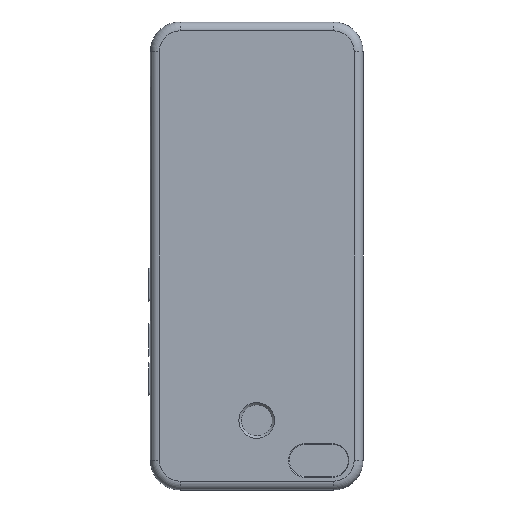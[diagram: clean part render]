
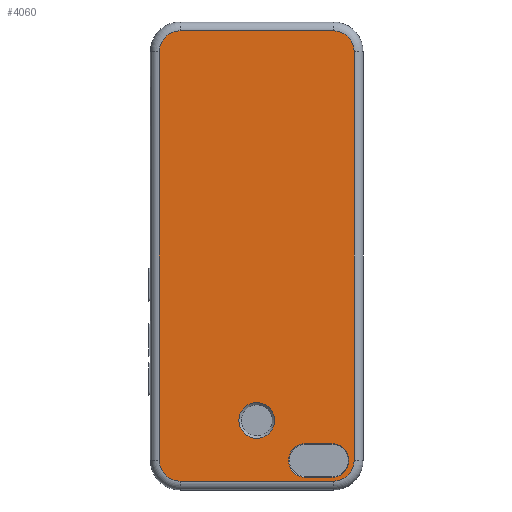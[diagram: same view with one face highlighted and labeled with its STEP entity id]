
A CAD part, front view. The second image highlights one B-rep face of the part: STEP entity #4060.
In plain terms, the highlighted planar face has unit normal (0, -1, 0).
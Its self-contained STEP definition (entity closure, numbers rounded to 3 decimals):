
#87 = VECTOR ( 'NONE', #232, 1000. ) ;
#109 = DIRECTION ( 'NONE',  ( 0., 0., -1. ) ) ;
#114 = DIRECTION ( 'NONE',  ( -1., 0., 0. ) ) ;
#144 = AXIS2_PLACEMENT_3D ( 'NONE', #3317, #362, #2468 ) ;
#154 = DIRECTION ( 'NONE',  ( 0., 1., 0. ) ) ;
#206 = CARTESIAN_POINT ( 'NONE',  ( 25.9, 0., 69. ) ) ;
#208 = CARTESIAN_POINT ( 'NONE',  ( -32.9, 0., 69. ) ) ;
#232 = DIRECTION ( 'NONE',  ( 1., 0., 0. ) ) ;
#233 = EDGE_CURVE ( 'NONE', #1961, #1507, #2805, .T. ) ;
#240 = VERTEX_POINT ( 'NONE', #3163 ) ;
#323 = AXIS2_PLACEMENT_3D ( 'NONE', #813, #154, #1825 ) ;
#357 = FACE_OUTER_BOUND ( 'NONE', #1527, .T. ) ;
#361 = ORIENTED_EDGE ( 'NONE', *, *, #3869, .T. ) ;
#362 = DIRECTION ( 'NONE',  ( 0., -1., 0. ) ) ;
#367 = DIRECTION ( 'NONE',  ( 0., -1., 0. ) ) ;
#383 = VECTOR ( 'NONE', #4178, 1000. ) ;
#388 = DIRECTION ( 'NONE',  ( 0., 0., -1. ) ) ;
#408 = DIRECTION ( 'NONE',  ( 1., 0., 0. ) ) ;
#418 = VECTOR ( 'NONE', #3122, 1000. ) ;
#647 = CARTESIAN_POINT ( 'NONE',  ( 0., 0., 0. ) ) ;
#679 = LINE ( 'NONE', #2050, #2412 ) ;
#739 = ORIENTED_EDGE ( 'NONE', *, *, #1064, .T. ) ;
#740 = CIRCLE ( 'NONE', #3840, 5.7 ) ;
#763 = LINE ( 'NONE', #3414, #418 ) ;
#765 = AXIS2_PLACEMENT_3D ( 'NONE', #3671, #3030, #3295 ) ;
#788 = CARTESIAN_POINT ( 'NONE',  ( -25.9, 0., 76. ) ) ;
#813 = CARTESIAN_POINT ( 'NONE',  ( 25.4, 0., -69. ) ) ;
#908 = CIRCLE ( 'NONE', #765, 7. ) ;
#1018 = DIRECTION ( 'NONE',  ( 0., 0., -1. ) ) ;
#1064 = EDGE_CURVE ( 'NONE', #2143, #3831, #908, .T. ) ;
#1079 = CARTESIAN_POINT ( 'NONE',  ( 32.9, 0., 69. ) ) ;
#1094 = DIRECTION ( 'NONE',  ( 0., 1., 0. ) ) ;
#1123 = CIRCLE ( 'NONE', #2470, 6.05 ) ;
#1139 = CARTESIAN_POINT ( 'NONE',  ( -32.9, 0., -69. ) ) ;
#1238 = VERTEX_POINT ( 'NONE', #4133 ) ;
#1244 = ORIENTED_EDGE ( 'NONE', *, *, #1296, .T. ) ;
#1284 = FACE_BOUND ( 'NONE', #1539, .T. ) ;
#1291 = DIRECTION ( 'NONE',  ( 0., 0., -1. ) ) ;
#1296 = EDGE_CURVE ( 'NONE', #1718, #2635, #740, .T. ) ;
#1306 = AXIS2_PLACEMENT_3D ( 'NONE', #2009, #367, #388 ) ;
#1319 = CARTESIAN_POINT ( 'NONE',  ( 25.9, 0., -76. ) ) ;
#1457 = CIRCLE ( 'NONE', #3556, 6.05 ) ;
#1489 = LINE ( 'NONE', #2872, #383 ) ;
#1505 = DIRECTION ( 'NONE',  ( 0., 0., 1. ) ) ;
#1507 = VERTEX_POINT ( 'NONE', #1079 ) ;
#1525 = CARTESIAN_POINT ( 'NONE',  ( 0., 0., -61.55 ) ) ;
#1527 = EDGE_LOOP ( 'NONE', ( #1549, #739, #3234, #2887, #361, #3898, #2398, #2557 ) ) ;
#1539 = EDGE_LOOP ( 'NONE', ( #2041, #2162, #1244, #2013 ) ) ;
#1549 = ORIENTED_EDGE ( 'NONE', *, *, #4258, .T. ) ;
#1639 = AXIS2_PLACEMENT_3D ( 'NONE', #206, #4316, #1291 ) ;
#1659 = VERTEX_POINT ( 'NONE', #3710 ) ;
#1663 = FACE_BOUND ( 'NONE', #3251, .T. ) ;
#1680 = VERTEX_POINT ( 'NONE', #1139 ) ;
#1690 = VERTEX_POINT ( 'NONE', #1525 ) ;
#1718 = VERTEX_POINT ( 'NONE', #3814 ) ;
#1729 = EDGE_CURVE ( 'NONE', #2249, #240, #3703, .T. ) ;
#1799 = EDGE_CURVE ( 'NONE', #240, #1718, #1489, .T. ) ;
#1825 = DIRECTION ( 'NONE',  ( 0., 0., -1. ) ) ;
#1961 = VERTEX_POINT ( 'NONE', #2877 ) ;
#2009 = CARTESIAN_POINT ( 'NONE',  ( -25.9, 0., -69. ) ) ;
#2013 = ORIENTED_EDGE ( 'NONE', *, *, #3491, .T. ) ;
#2041 = ORIENTED_EDGE ( 'NONE', *, *, #1729, .T. ) ;
#2050 = CARTESIAN_POINT ( 'NONE',  ( 25.4, 0., -63.3 ) ) ;
#2143 = VERTEX_POINT ( 'NONE', #2968 ) ;
#2162 = ORIENTED_EDGE ( 'NONE', *, *, #1799, .T. ) ;
#2238 = EDGE_CURVE ( 'NONE', #1680, #1659, #4054, .T. ) ;
#2249 = VERTEX_POINT ( 'NONE', #2668 ) ;
#2261 = CIRCLE ( 'NONE', #144, 7. ) ;
#2350 = PLANE ( 'NONE',  #3230 ) ;
#2398 = ORIENTED_EDGE ( 'NONE', *, *, #233, .T. ) ;
#2412 = VECTOR ( 'NONE', #408, 1000. ) ;
#2419 = VECTOR ( 'NONE', #1505, 1000. ) ;
#2441 = CARTESIAN_POINT ( 'NONE',  ( 25.9, 0., -76. ) ) ;
#2449 = CARTESIAN_POINT ( 'NONE',  ( 0., 0., -55.5 ) ) ;
#2468 = DIRECTION ( 'NONE',  ( 0., 0., -1. ) ) ;
#2470 = AXIS2_PLACEMENT_3D ( 'NONE', #2449, #4052, #2663 ) ;
#2484 = CARTESIAN_POINT ( 'NONE',  ( 25.9, 0., 76. ) ) ;
#2524 = EDGE_CURVE ( 'NONE', #1507, #3330, #4232, .T. ) ;
#2557 = ORIENTED_EDGE ( 'NONE', *, *, #2524, .T. ) ;
#2609 = EDGE_CURVE ( 'NONE', #3488, #1961, #2261, .T. ) ;
#2635 = VERTEX_POINT ( 'NONE', #3339 ) ;
#2663 = DIRECTION ( 'NONE',  ( 0., 0., -1. ) ) ;
#2668 = CARTESIAN_POINT ( 'NONE',  ( 25.4, 0., -63.3 ) ) ;
#2704 = EDGE_CURVE ( 'NONE', #1690, #1238, #1123, .T. ) ;
#2805 = LINE ( 'NONE', #4149, #2419 ) ;
#2807 = CARTESIAN_POINT ( 'NONE',  ( 16.5, 0., -69. ) ) ;
#2872 = CARTESIAN_POINT ( 'NONE',  ( 16.5, 0., -74.7 ) ) ;
#2877 = CARTESIAN_POINT ( 'NONE',  ( 32.9, 0., -69. ) ) ;
#2887 = ORIENTED_EDGE ( 'NONE', *, *, #2238, .T. ) ;
#2941 = LINE ( 'NONE', #1319, #87 ) ;
#2968 = CARTESIAN_POINT ( 'NONE',  ( -25.9, 0., 76. ) ) ;
#3030 = DIRECTION ( 'NONE',  ( 0., -1., 0. ) ) ;
#3122 = DIRECTION ( 'NONE',  ( 0., 0., -1. ) ) ;
#3160 = VECTOR ( 'NONE', #114, 1000. ) ;
#3163 = CARTESIAN_POINT ( 'NONE',  ( 25.4, 0., -74.7 ) ) ;
#3214 = DIRECTION ( 'NONE',  ( 0., 1., 0. ) ) ;
#3215 = EDGE_CURVE ( 'NONE', #1238, #1690, #1457, .T. ) ;
#3230 = AXIS2_PLACEMENT_3D ( 'NONE', #647, #4044, #1018 ) ;
#3234 = ORIENTED_EDGE ( 'NONE', *, *, #4168, .T. ) ;
#3251 = EDGE_LOOP ( 'NONE', ( #3621, #4255 ) ) ;
#3295 = DIRECTION ( 'NONE',  ( 0., 0., -1. ) ) ;
#3317 = CARTESIAN_POINT ( 'NONE',  ( 25.9, 0., -69. ) ) ;
#3330 = VERTEX_POINT ( 'NONE', #2484 ) ;
#3339 = CARTESIAN_POINT ( 'NONE',  ( 16.5, 0., -63.3 ) ) ;
#3414 = CARTESIAN_POINT ( 'NONE',  ( -32.9, 0., -69. ) ) ;
#3481 = DIRECTION ( 'NONE',  ( 0., 0., -1. ) ) ;
#3488 = VERTEX_POINT ( 'NONE', #2441 ) ;
#3491 = EDGE_CURVE ( 'NONE', #2635, #2249, #679, .T. ) ;
#3556 = AXIS2_PLACEMENT_3D ( 'NONE', #3723, #1094, #109 ) ;
#3621 = ORIENTED_EDGE ( 'NONE', *, *, #2704, .T. ) ;
#3671 = CARTESIAN_POINT ( 'NONE',  ( -25.9, 0., 69. ) ) ;
#3703 = CIRCLE ( 'NONE', #323, 5.7 ) ;
#3710 = CARTESIAN_POINT ( 'NONE',  ( -25.9, 0., -76. ) ) ;
#3723 = CARTESIAN_POINT ( 'NONE',  ( 0., 0., -55.5 ) ) ;
#3749 = LINE ( 'NONE', #788, #3160 ) ;
#3814 = CARTESIAN_POINT ( 'NONE',  ( 16.5, 0., -74.7 ) ) ;
#3831 = VERTEX_POINT ( 'NONE', #208 ) ;
#3840 = AXIS2_PLACEMENT_3D ( 'NONE', #2807, #3214, #3481 ) ;
#3869 = EDGE_CURVE ( 'NONE', #1659, #3488, #2941, .T. ) ;
#3898 = ORIENTED_EDGE ( 'NONE', *, *, #2609, .T. ) ;
#4044 = DIRECTION ( 'NONE',  ( 0., -1., 0. ) ) ;
#4052 = DIRECTION ( 'NONE',  ( 0., 1., 0. ) ) ;
#4054 = CIRCLE ( 'NONE', #1306, 7. ) ;
#4060 = ADVANCED_FACE ( 'NONE', ( #1284, #1663, #357 ), #2350, .T. ) ;
#4133 = CARTESIAN_POINT ( 'NONE',  ( 0., 0., -49.45 ) ) ;
#4149 = CARTESIAN_POINT ( 'NONE',  ( 32.9, 0., 69. ) ) ;
#4168 = EDGE_CURVE ( 'NONE', #3831, #1680, #763, .T. ) ;
#4178 = DIRECTION ( 'NONE',  ( -1., 0., 0. ) ) ;
#4232 = CIRCLE ( 'NONE', #1639, 7. ) ;
#4255 = ORIENTED_EDGE ( 'NONE', *, *, #3215, .T. ) ;
#4258 = EDGE_CURVE ( 'NONE', #3330, #2143, #3749, .T. ) ;
#4316 = DIRECTION ( 'NONE',  ( 0., -1., 0. ) ) ;
